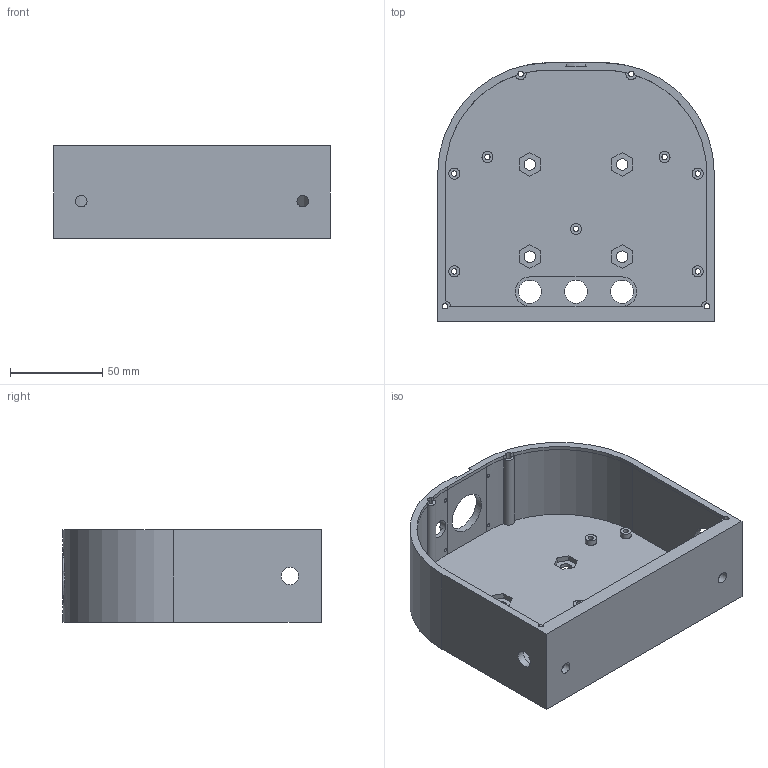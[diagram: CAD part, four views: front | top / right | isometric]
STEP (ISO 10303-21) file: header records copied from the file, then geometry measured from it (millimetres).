
FILE_DESCRIPTION(('FreeCAD Model'),'2;1');
FILE_NAME('Open CASCADE Shape Model','2024-03-05T01:26:15',(''),(''), 'Open CASCADE STEP processor 7.5','FreeCAD','Unknown');
FILE_SCHEMA(('AUTOMOTIVE_DESIGN { 1 0 10303 214 1 1 1 1 }'));
Length unit declared in the file: millimetre
Products named in the file (1): Body
Bounding box: 150 x 140 x 50 mm (x, y, z)
Volume: 204181.2 mm3; surface area: 90259.2 mm2
Topology: 1 solids, 1 shells, 141 faces, 367 edges, 237 vertices
Faces by surface type: plane 80, cylinder 61
Full cylindrical faces by diameter (mm): 1.9 x4, 2.9 x11, 6 x7, 6.2 x6, 9.5 x1, 10 x1, 12.5 x3, 20.4 x1, 22.5 x1
Entity records: 10583 total; most frequent: CARTESIAN_POINT 2965, DIRECTION 1449, LINE 825, VECTOR 825, ORIENTED_EDGE 734, PCURVE 734, DEFINITIONAL_REPRESENTATION 734, EDGE_CURVE 367
